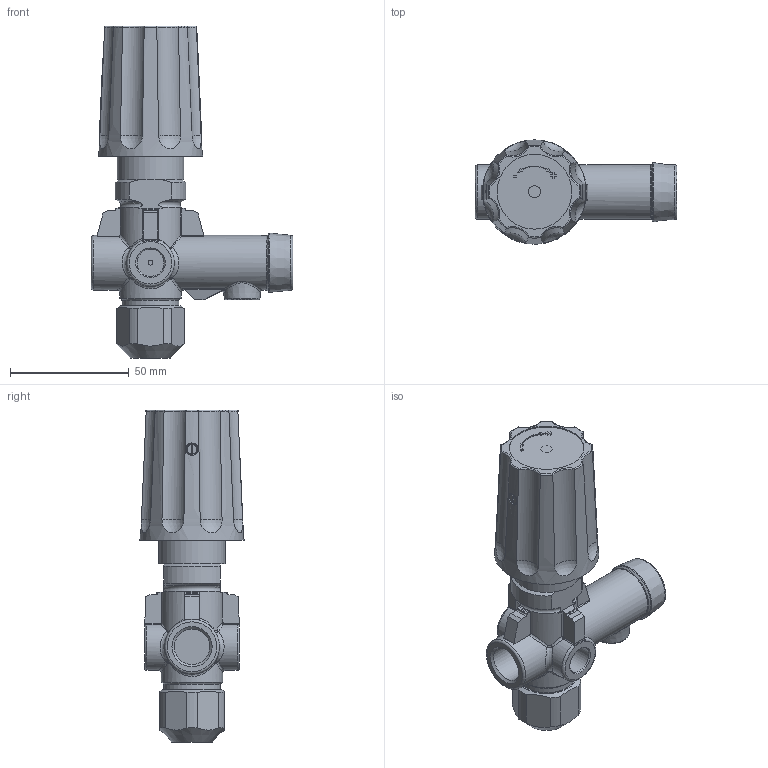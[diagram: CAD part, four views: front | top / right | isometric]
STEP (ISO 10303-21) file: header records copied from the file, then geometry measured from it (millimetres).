
FILE_DESCRIPTION(/* description */ ('Unknown'),/* implementation_level */ '2;1');
FILE_NAME(/* name */ '200261500',/* time_stamp */ '2021-01-21T12:59:45+01:00',/* author */ ('Unknown'),/* organization */ ('Unknown'),/* preprocessor_version */ 'ST-DEVELOPER v16.7',/* originating_system */ 'Solid Edge',/* authorisation */ 'Unknown');
FILE_SCHEMA (('AUTOMOTIVE_DESIGN {1 0 10303 214 3 1 1}'));
Length unit declared in the file: millimetre
Products named in the file (1): Part11
Bounding box: 85 x 43.99 x 139.95 mm (x, y, z)
Volume: 142706.2 mm3; surface area: 32782.6 mm2
Topology: 2 solids, 3 shells, 358 faces, 912 edges, 587 vertices
Faces by surface type: plane 153, cylinder 84, bspline 47, cone 35, torus 27, sphere 12
Full cylindrical faces by diameter (mm): 2 x2, 3 x2, 5 x1, 6 x1, 6.8 x1, 7.6 x1, 8 x3, 8.1 x1, 8.3 x1, 8.566 x1, 11.445 x2, 11.82 x1, 14.8 x1, 14.95 x2, 15 x1, 17.8 x1, 23 x2, 24 x1, 26 x1, 28 x1, 31.5 x1, 37.6 x1
Entity records: 13826 total; most frequent: CARTESIAN_POINT 3560, ORIENTED_EDGE 1610, DIRECTION 1478, EDGE_CURVE 805, AXIS2_PLACEMENT_3D 585, VERTEX_POINT 552, FACE_BOUND 457, EDGE_LOOP 454
